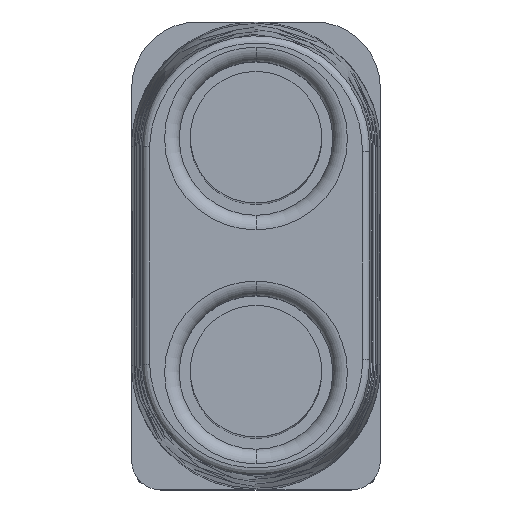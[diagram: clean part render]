
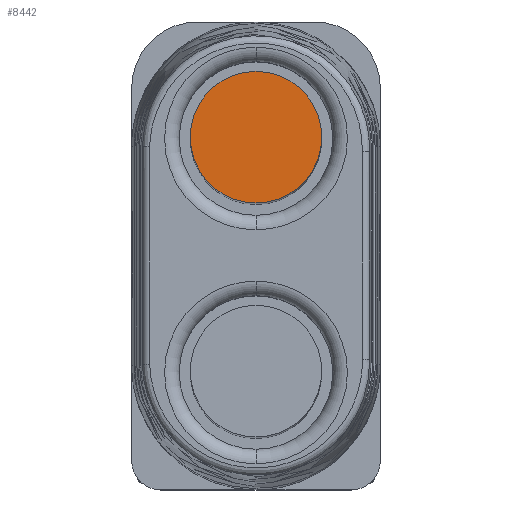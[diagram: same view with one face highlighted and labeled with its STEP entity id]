
A CAD part, top view. The second image highlights one B-rep face of the part: STEP entity #8442.
In plain terms, the highlighted face is planar.
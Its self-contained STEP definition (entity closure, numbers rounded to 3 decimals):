
#234 = ORIENTED_EDGE ( 'NONE', *, *, #4675, .T. ) ;
#1118 = AXIS2_PLACEMENT_3D ( 'NONE', #8869, #6014, #2036 ) ;
#1183 = VERTEX_POINT ( 'NONE', #1388 ) ;
#1239 = VERTEX_POINT ( 'NONE', #4340 ) ;
#1388 = CARTESIAN_POINT ( 'NONE',  ( -6.25, 2.214, -36.15 ) ) ;
#1969 = CARTESIAN_POINT ( 'NONE',  ( -4., 2.214, -36.15 ) ) ;
#2036 = DIRECTION ( 'NONE',  ( -1., 0., 0. ) ) ;
#2564 = CIRCLE ( 'NONE', #8036, 2.25 ) ;
#3047 = PLANE ( 'NONE',  #1118 ) ;
#3102 = EDGE_CURVE ( 'NONE', #1183, #1239, #2564, .T. ) ;
#4019 = DIRECTION ( 'NONE',  ( 0., 0., -1. ) ) ;
#4031 = CIRCLE ( 'NONE', #7317, 2.25 ) ;
#4340 = CARTESIAN_POINT ( 'NONE',  ( -1.75, 2.214, -36.15 ) ) ;
#4675 = EDGE_CURVE ( 'NONE', #1239, #1183, #4031, .T. ) ;
#5875 = FACE_OUTER_BOUND ( 'NONE', #9635, .T. ) ;
#6014 = DIRECTION ( 'NONE',  ( 0., 0., -1. ) ) ;
#6218 = CARTESIAN_POINT ( 'NONE',  ( -4., 2.214, -36.15 ) ) ;
#7317 = AXIS2_PLACEMENT_3D ( 'NONE', #6218, #4019, #8472 ) ;
#7954 = DIRECTION ( 'NONE',  ( 0., 0., -1. ) ) ;
#8036 = AXIS2_PLACEMENT_3D ( 'NONE', #1969, #7954, #9361 ) ;
#8442 = ADVANCED_FACE ( 'NONE', ( #5875 ), #3047, .T. ) ;
#8472 = DIRECTION ( 'NONE',  ( -1., 0., 0. ) ) ;
#8575 = ORIENTED_EDGE ( 'NONE', *, *, #3102, .T. ) ;
#8869 = CARTESIAN_POINT ( 'NONE',  ( -4., 2.214, -36.15 ) ) ;
#9361 = DIRECTION ( 'NONE',  ( -1., 0., 0. ) ) ;
#9635 = EDGE_LOOP ( 'NONE', ( #234, #8575 ) ) ;
